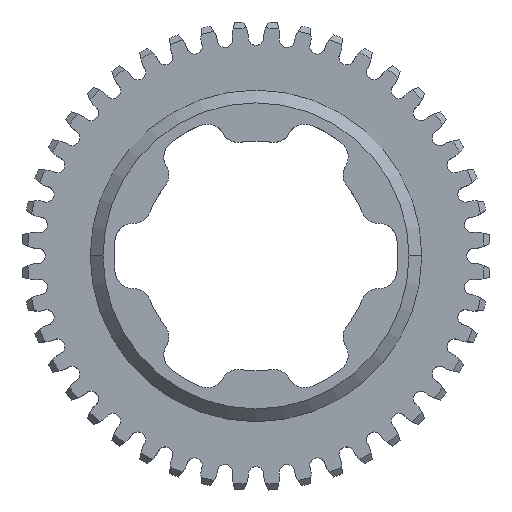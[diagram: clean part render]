
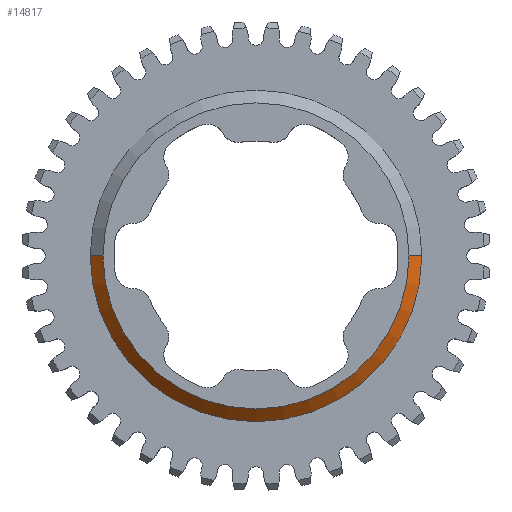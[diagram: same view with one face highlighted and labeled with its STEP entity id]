
A CAD part, top view. The second image highlights one B-rep face of the part: STEP entity #14817.
In plain terms, the highlighted conical face has half-angle 45 degrees and reference radius 20.637 mm.
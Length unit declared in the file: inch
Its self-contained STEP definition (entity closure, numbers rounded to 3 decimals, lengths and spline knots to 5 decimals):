
#126 = EDGE_CURVE ( 'NONE', #17506, #12778, #16787, .T. ) ;
#718 = VECTOR ( 'NONE', #21060, 39.37008 ) ;
#1176 = ORIENTED_EDGE ( 'NONE', *, *, #13864, .F. ) ;
#2430 = AXIS2_PLACEMENT_3D ( 'NONE', #9019, #19608, #12592 ) ;
#2988 = CONICAL_SURFACE ( 'NONE', #5931, 0.8125, 0.785 ) ;
#3033 = CARTESIAN_POINT ( 'NONE',  ( 0.8125, 0., 0.1875 ) ) ;
#3807 = EDGE_CURVE ( 'NONE', #14268, #12778, #17388, .T. ) ;
#4049 = VECTOR ( 'NONE', #6514, 39.37008 ) ;
#5931 = AXIS2_PLACEMENT_3D ( 'NONE', #7795, #5950, #19898 ) ;
#5950 = DIRECTION ( 'NONE',  ( 0., 0., -1. ) ) ;
#6150 = EDGE_CURVE ( 'NONE', #12777, #14268, #22080, .T. ) ;
#6173 = CARTESIAN_POINT ( 'NONE',  ( 0.8125, 0., 0.1875 ) ) ;
#6514 = DIRECTION ( 'NONE',  ( 0.707, 0., -0.707 ) ) ;
#6633 = CARTESIAN_POINT ( 'NONE',  ( 0., 0., 0.25 ) ) ;
#7795 = CARTESIAN_POINT ( 'NONE',  ( 0., 0., 0.1875 ) ) ;
#8848 = CARTESIAN_POINT ( 'NONE',  ( -0.8125, 0., 0.1875 ) ) ;
#9019 = CARTESIAN_POINT ( 'NONE',  ( 0., 0., 0.1875 ) ) ;
#10389 = CARTESIAN_POINT ( 'NONE',  ( -0.75, 0., 0.25 ) ) ;
#10800 = ORIENTED_EDGE ( 'NONE', *, *, #126, .F. ) ;
#11297 = ORIENTED_EDGE ( 'NONE', *, *, #3807, .T. ) ;
#12251 = DIRECTION ( 'NONE',  ( 0., 0., -1. ) ) ;
#12505 = AXIS2_PLACEMENT_3D ( 'NONE', #6633, #12251, #17559 ) ;
#12592 = DIRECTION ( 'NONE',  ( 1., 0., 0. ) ) ;
#12777 = VERTEX_POINT ( 'NONE', #21088 ) ;
#12778 = VERTEX_POINT ( 'NONE', #15795 ) ;
#12878 = FACE_OUTER_BOUND ( 'NONE', #16643, .T. ) ;
#13864 = EDGE_CURVE ( 'NONE', #12777, #17506, #16900, .T. ) ;
#14268 = VERTEX_POINT ( 'NONE', #10389 ) ;
#14817 = ADVANCED_FACE ( 'NONE', ( #12878 ), #2988, .T. ) ;
#15795 = CARTESIAN_POINT ( 'NONE',  ( -0.8125, 0., 0.1875 ) ) ;
#16643 = EDGE_LOOP ( 'NONE', ( #1176, #20267, #11297, #10800 ) ) ;
#16787 = CIRCLE ( 'NONE', #2430, 0.8125 ) ;
#16900 = LINE ( 'NONE', #6173, #4049 ) ;
#17388 = LINE ( 'NONE', #8848, #718 ) ;
#17506 = VERTEX_POINT ( 'NONE', #3033 ) ;
#17559 = DIRECTION ( 'NONE',  ( -1., 0., 0. ) ) ;
#19608 = DIRECTION ( 'NONE',  ( 0., 0., -1. ) ) ;
#19898 = DIRECTION ( 'NONE',  ( -1., 0., 0. ) ) ;
#20267 = ORIENTED_EDGE ( 'NONE', *, *, #6150, .T. ) ;
#21060 = DIRECTION ( 'NONE',  ( -0.707, 0., -0.707 ) ) ;
#21088 = CARTESIAN_POINT ( 'NONE',  ( 0.75, 0., 0.25 ) ) ;
#22080 = CIRCLE ( 'NONE', #12505, 0.75 ) ;
